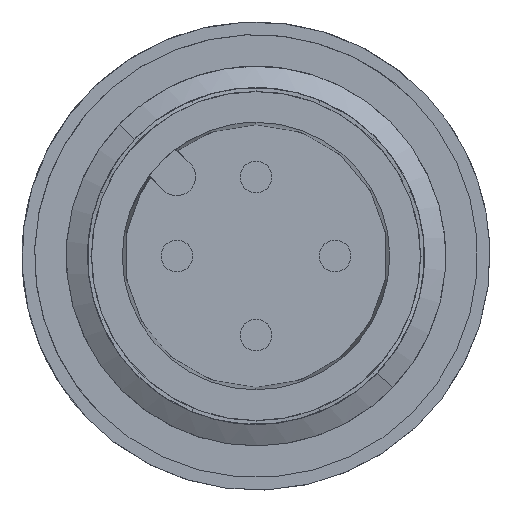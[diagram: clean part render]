
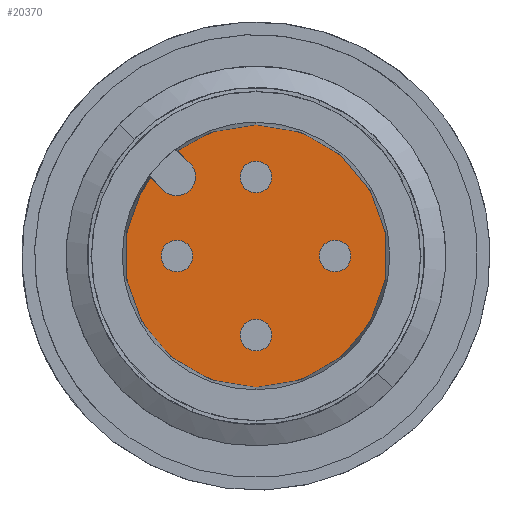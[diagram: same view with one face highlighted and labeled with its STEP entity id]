
A CAD part, left-side view. The second image highlights one B-rep face of the part: STEP entity #20370.
In plain terms, the highlighted face is planar.
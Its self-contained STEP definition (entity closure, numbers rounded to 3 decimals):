
#12100=CARTESIAN_POINT('',(-31.86,31.012,
-37.9));
#12110=DIRECTION('',(0.707,-0.707,
0.));
#12120=VECTOR('',#12110,1.);
#12130=LINE('',#12100,#12120);
#12140=CARTESIAN_POINT('',(-3.328,2.479,-37.9));
#12150=VERTEX_POINT('',#12140);
#12160=CARTESIAN_POINT('',(-2.934,2.086,-37.9));
#12170=VERTEX_POINT('',#12160);
#12180=EDGE_CURVE('',#12150,#12170,#12130,.T.);
#18790=CARTESIAN_POINT('',(-2.086,2.934,-37.9));
#18800=VERTEX_POINT('',#18790);
#18830=CARTESIAN_POINT('',(-31.86,32.709,
-37.9));
#18840=DIRECTION('',(-0.707,0.707,
0.));
#18850=VECTOR('',#18840,1.);
#18860=LINE('',#18830,#18850);
#18870=CARTESIAN_POINT('',(-2.479,3.328,-37.9));
#18880=VERTEX_POINT('',#18870);
#18890=EDGE_CURVE('',#18800,#18880,#18860,.T.);
#19260=CARTESIAN_POINT('',(-2.51,2.51,-37.9));
#19270=DIRECTION('',(0.,0.,-1.));
#19280=DIRECTION('',(1.,0.,0.));
#19290=AXIS2_PLACEMENT_3D('',#19260,#19270,#19280);
#19300=CIRCLE('',#19290,0.6);
#19310=EDGE_CURVE('',#18800,#12170,#19300,.T.);
#19520=CARTESIAN_POINT('',(-0.035,-1.138,-37.9))
;
#19530=DIRECTION('',(0.,0.,-1.));
#19540=DIRECTION('',(0.707,-0.707,
0.));
#19550=AXIS2_PLACEMENT_3D('',#19520,#19530,#19540);
#19560=PLANE('',#19550);
#19570=CARTESIAN_POINT('',(-2.5,0.,-37.9))
;
#19580=DIRECTION('',(0.,0.,-1.));
#19590=DIRECTION('',(-0.707,-0.707,
0.));
#19600=AXIS2_PLACEMENT_3D('',#19570,#19580,#19590);
#19610=CIRCLE('',#19600,0.5);
#19620=CARTESIAN_POINT('',(-2.854,-0.354,-37.9));
#19630=VERTEX_POINT('',#19620);
#19640=CARTESIAN_POINT('',(-2.146,0.354,-37.9));
#19650=VERTEX_POINT('',#19640);
#19660=EDGE_CURVE('',#19630,#19650,#19610,.T.);
#19670=ORIENTED_EDGE('',*,*,#19660,.F.);
#19680=EDGE_CURVE('',#19650,#19630,#19610,.T.);
#19690=ORIENTED_EDGE('',*,*,#19680,.F.);
#19700=EDGE_LOOP('',(#19690,#19670));
#19710=FACE_BOUND('',#19700,.T.);
#19720=CARTESIAN_POINT('',(2.5,0.,-37.9))
;
#19730=DIRECTION('',(0.,0.,-1.));
#19740=DIRECTION('',(-0.707,-0.707,
0.));
#19750=AXIS2_PLACEMENT_3D('',#19720,#19730,#19740);
#19760=CIRCLE('',#19750,0.5);
#19770=CARTESIAN_POINT('',(2.146,-0.354,-37.9));
#19780=VERTEX_POINT('',#19770);
#19790=CARTESIAN_POINT('',(2.854,0.354,-37.9));
#19800=VERTEX_POINT('',#19790);
#19810=EDGE_CURVE('',#19780,#19800,#19760,.T.);
#19820=ORIENTED_EDGE('',*,*,#19810,.F.);
#19830=EDGE_CURVE('',#19800,#19780,#19760,.T.);
#19840=ORIENTED_EDGE('',*,*,#19830,.F.);
#19850=EDGE_LOOP('',(#19840,#19820));
#19860=FACE_BOUND('',#19850,.T.);
#19870=CARTESIAN_POINT('',(0.,-2.5,-37.9)
);
#19880=DIRECTION('',(0.,0.,-1.));
#19890=DIRECTION('',(-0.707,-0.707,
0.));
#19900=AXIS2_PLACEMENT_3D('',#19870,#19880,#19890);
#19910=CIRCLE('',#19900,0.5);
#19920=CARTESIAN_POINT('',(-0.354,-2.854,-37.9));
#19930=VERTEX_POINT('',#19920);
#19940=CARTESIAN_POINT('',(0.354,-2.146,-37.9));
#19950=VERTEX_POINT('',#19940);
#19960=EDGE_CURVE('',#19930,#19950,#19910,.T.);
#19970=ORIENTED_EDGE('',*,*,#19960,.F.);
#19980=EDGE_CURVE('',#19950,#19930,#19910,.T.);
#19990=ORIENTED_EDGE('',*,*,#19980,.F.);
#20000=EDGE_LOOP('',(#19990,#19970));
#20010=FACE_BOUND('',#20000,.T.);
#20020=CARTESIAN_POINT('',(0.,2.5,-37.9))
;
#20030=DIRECTION('',(0.,0.,-1.));
#20040=DIRECTION('',(-0.707,-0.707,
0.));
#20050=AXIS2_PLACEMENT_3D('',#20020,#20030,#20040);
#20060=CIRCLE('',#20050,0.5);
#20070=CARTESIAN_POINT('',(-0.354,2.146,-37.9));
#20080=VERTEX_POINT('',#20070);
#20090=CARTESIAN_POINT('',(0.354,2.854,-37.9));
#20100=VERTEX_POINT('',#20090);
#20110=EDGE_CURVE('',#20080,#20100,#20060,.T.);
#20120=ORIENTED_EDGE('',*,*,#20110,.F.);
#20130=EDGE_CURVE('',#20100,#20080,#20060,.T.);
#20140=ORIENTED_EDGE('',*,*,#20130,.F.);
#20150=EDGE_LOOP('',(#20140,#20120));
#20160=FACE_BOUND('',#20150,.T.);
#20170=CARTESIAN_POINT('',(0.,0.,
-37.9));
#20180=DIRECTION('',(0.,0.,-1.));
#20190=DIRECTION('',(1.,0.,0.));
#20200=AXIS2_PLACEMENT_3D('',#20170,#20180,#20190);
#20210=CIRCLE('',#20200,4.15);
#20220=CARTESIAN_POINT('',(4.15,0.,-37.9))
;
#20230=VERTEX_POINT('',#20220);
#20240=CARTESIAN_POINT('',(-4.15,0.,-37.9)
);
#20250=VERTEX_POINT('',#20240);
#20260=EDGE_CURVE('',#20230,#20250,#20210,.T.);
#20270=ORIENTED_EDGE('',*,*,#20260,.T.);
#20280=EDGE_CURVE('',#18880,#20230,#20210,.T.);
#20290=ORIENTED_EDGE('',*,*,#20280,.T.);
#20300=ORIENTED_EDGE('',*,*,#18890,.T.);
#20310=ORIENTED_EDGE('',*,*,#19310,.F.);
#20320=ORIENTED_EDGE('',*,*,#12180,.T.);
#20330=EDGE_CURVE('',#20250,#12150,#20210,.T.);
#20340=ORIENTED_EDGE('',*,*,#20330,.T.);
#20350=EDGE_LOOP('',(#20340,#20320,#20310,#20300,#20290,#20270));
#20360=FACE_OUTER_BOUND('',#20350,.T.);
#20370=ADVANCED_FACE('',(#19710,#19860,#20010,#20160,#20360),#19560,.T.)
;
